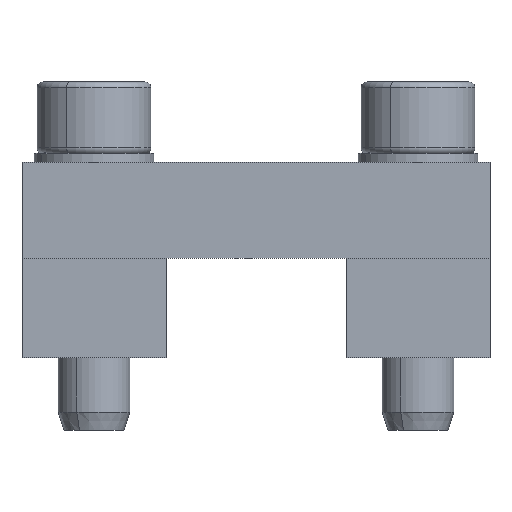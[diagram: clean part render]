
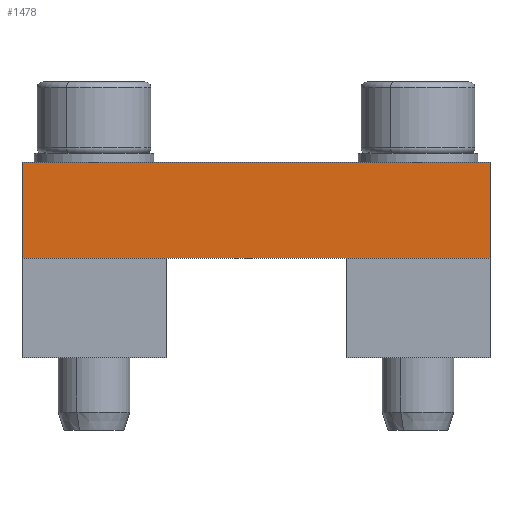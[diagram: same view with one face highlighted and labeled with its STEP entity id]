
A CAD part, front view. The second image highlights one B-rep face of the part: STEP entity #1478.
In plain terms, the highlighted planar face has unit normal (0, -1, 0).
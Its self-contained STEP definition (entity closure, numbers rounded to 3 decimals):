
#1460=AXIS2_PLACEMENT_3D('Plane Axis2P3D',#1457,#1458,#1459) ;
#1325=CARTESIAN_POINT('Vertex',(39.,0.,14.299)) ;
#1330=CARTESIAN_POINT('Line Origine',(19.5,0.,14.299)) ;
#1334=CARTESIAN_POINT('Vertex',(0.,0.,14.299)) ;
#1404=CARTESIAN_POINT('Vertex',(0.,0.,22.299)) ;
#1409=CARTESIAN_POINT('Line Origine',(19.5,0.,22.299)) ;
#1413=CARTESIAN_POINT('Vertex',(39.,0.,22.299)) ;
#1457=CARTESIAN_POINT('Axis2P3D Location',(19.5,0.,22.299)) ;
#1462=CARTESIAN_POINT('Line Origine',(0.,0.,18.299)) ;
#1467=CARTESIAN_POINT('Line Origine',(39.,0.,18.299)) ;
#1331=DIRECTION('Vector Direction',(-1.,0.,0.)) ;
#1410=DIRECTION('Vector Direction',(1.,0.,0.)) ;
#1458=DIRECTION('Axis2P3D Direction',(-0.,1.,0.)) ;
#1459=DIRECTION('Axis2P3D XDirection',(1.,0.,0.)) ;
#1463=DIRECTION('Vector Direction',(0.,0.,1.)) ;
#1468=DIRECTION('Vector Direction',(0.,0.,-1.)) ;
#1332=VECTOR('Line Direction',#1331,1.) ;
#1411=VECTOR('Line Direction',#1410,1.) ;
#1464=VECTOR('Line Direction',#1463,1.) ;
#1469=VECTOR('Line Direction',#1468,1.) ;
#1473=ORIENTED_EDGE('',*,*,#1466,.F.) ;
#1474=ORIENTED_EDGE('',*,*,#1336,.F.) ;
#1475=ORIENTED_EDGE('',*,*,#1471,.F.) ;
#1476=ORIENTED_EDGE('',*,*,#1415,.F.) ;
#1478=ADVANCED_FACE('33932_QL4_WDU95N_120N.1\\Koerper.2',(#1477),#1461,.F.) ;
#1336=EDGE_CURVE('',#1326,#1335,#1333,.T.) ;
#1415=EDGE_CURVE('',#1405,#1414,#1412,.T.) ;
#1466=EDGE_CURVE('',#1335,#1405,#1465,.T.) ;
#1471=EDGE_CURVE('',#1414,#1326,#1470,.T.) ;
#1472=EDGE_LOOP('',(#1473,#1474,#1475,#1476)) ;
#1477=FACE_OUTER_BOUND('',#1472,.T.) ;
#1333=LINE('Line',#1330,#1332) ;
#1412=LINE('Line',#1409,#1411) ;
#1465=LINE('Line',#1462,#1464) ;
#1470=LINE('Line',#1467,#1469) ;
#1461=PLANE('',#1460) ;
#1326=VERTEX_POINT('',#1325) ;
#1335=VERTEX_POINT('',#1334) ;
#1405=VERTEX_POINT('',#1404) ;
#1414=VERTEX_POINT('',#1413) ;
